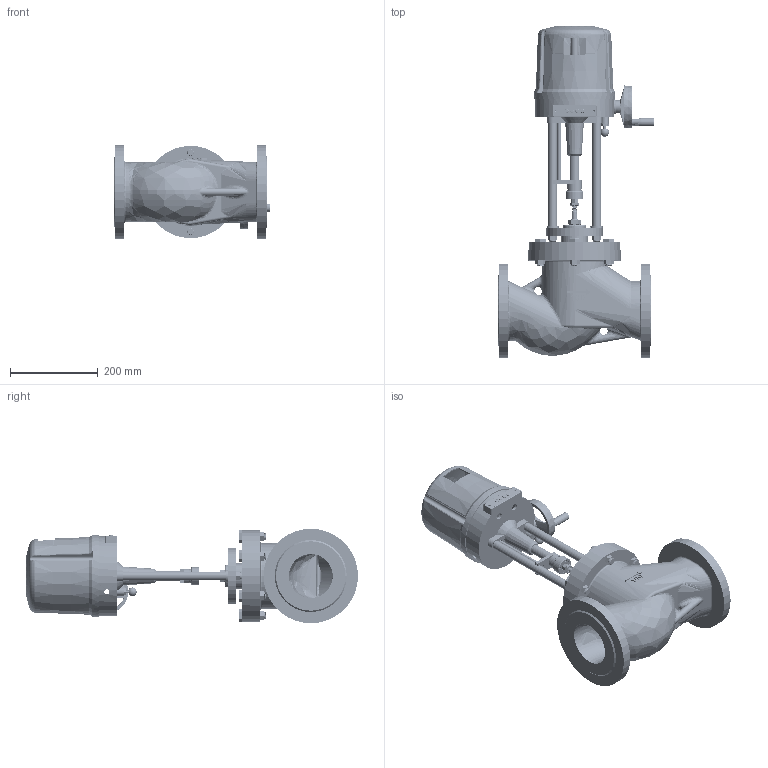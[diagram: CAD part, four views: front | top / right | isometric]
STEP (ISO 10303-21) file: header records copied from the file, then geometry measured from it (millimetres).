
FILE_DESCRIPTION(/* description */ (''),/* implementation_level */ '2;1');
FILE_NAME(/* name */ 'Р11 DN100 + ЭПА_ЭПР 204.stp',/* time_stamp */ '2024-03-17T11:53:38+03:00',/* author */ ('kostr'),/* organization */ (''),/* preprocessor_version */ 'ST-DEVELOPER v18.1',/* originating_system */ 'AutoCAD Mechanical',/* authorisation */ '');
FILE_SCHEMA (('AUTOMOTIVE_DESIGN { 1 0 10303 214 3 1 1 }'));
Products named in the file (18): Product1; Product; 200B-03-07 底座（改）$1$ATF; 200-02-07 反馈杆$1$ATF; 200-04-01 防护罩示意图$1$ATF; 200-05-03 轴套$1$ATF; 200-05-04 定位套示意图$1$ATF; 200-05-05 定位销$1$ATF; 200 手柄球$1$ATF; XSL103-01-01 支架立柱(104)$1$ATF; 200-03-03 连接压垫$1$ATF; 200-03-02 螺纹压套$1$ATF; 200-03-05 行程螺纹套筒$1$ATF; 200&300 新改底座按键板（按键尺寸6×
6+6）模型示意图$1$ATF; 200B-03-14 底座按键胶垫$1$ATF; 200B-03-13 底座按键压板$1$ATF; ASME B18.21.2M - 16A$1$ATF; 200手轮$1$ATF
Assembly tree (19 placements, depth 3):
  Product1
    Product
      200B-03-07 底座（改）$1$ATF
      200-02-07 反馈杆$1$ATF
      200-04-01 防护罩示意图$1$ATF
      200-05-03 轴套$1$ATF
      200-05-04 定位套示意图$1$ATF
      200-05-05 定位销$1$ATF
      200 手柄球$1$ATF
      XSL103-01-01 支架立柱(104)$1$ATF  x2
      200-03-03 连接压垫$1$ATF
      200-03-02 螺纹压套$1$ATF
      200-03-05 行程螺纹套筒$1$ATF
      200&300 新改底座按键板（按键尺寸6×
6+6）模型示意图$1$ATF
      200B-03-14 底座按键胶垫$1$ATF
      200B-03-13 底座按键压板$1$ATF
      ASME B18.21.2M - 16A$1$ATF  x2
      200手轮$1$ATF
Bounding box: 356.5 x 755.96 x 215 mm (x, y, z)
Volume: 6384338 mm3; surface area: 1263652.5 mm2
Topology: 36 solids, 162 shells, 1924 faces, 6608 edges, 4957 vertices
Faces by surface type: plane 923, cylinder 588, bspline 208, cone 125, torus 75, sphere 5
Full cylindrical faces by diameter (mm): 2.5 x2, 3.3 x8, 3.4 x4, 4 x1, 4.2 x16, 4.5 x4, 5 x9, 5.5 x3, 6 x2, 7.5 x1, 8 x2, 8.5 x3, 8.7 x1, 9 x6, 9.5 x4, 10 x3, 10.2 x2, 11 x2, 11.5 x4, 12 x10, 12.5 x4, 13 x1, 13.749 x1, 14 x3, 15 x2, 15.338 x6, 16 x237, 16.5 x2, 17 x2, 17.2 x1
Entity records: 257796 total; most frequent: CARTESIAN_POINT 208225, ORIENTED_EDGE 10476, DIRECTION 8945, EDGE_CURVE 5913, VERTEX_POINT 4513, AXIS2_PLACEMENT_3D 3140, LINE 2665, VECTOR 2665
